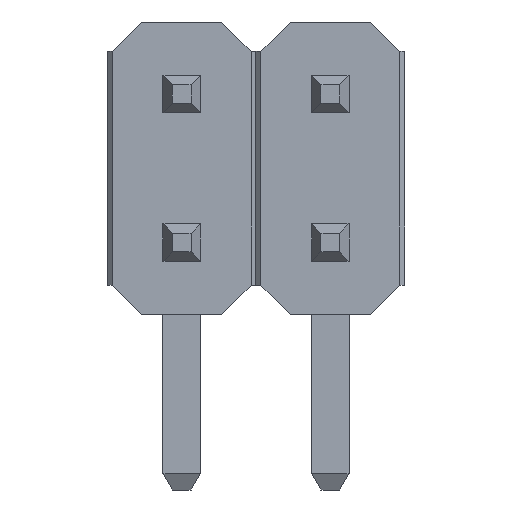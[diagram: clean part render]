
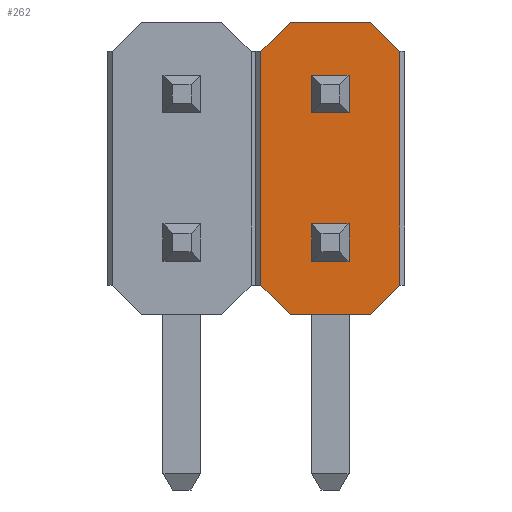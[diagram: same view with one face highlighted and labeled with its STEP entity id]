
A CAD part, front view. The second image highlights one B-rep face of the part: STEP entity #262.
In plain terms, the highlighted planar face has unit normal (0, -1, 0).
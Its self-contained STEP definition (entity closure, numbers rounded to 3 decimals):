
#262=ADVANCED_FACE('',(#934),#936,.F.);
#934=FACE_BOUND('',#935,.T.);
#935=EDGE_LOOP('',(#1451,#1452,#1453,#1454,#1455,#1456,#1457,#1458));
#936=PLANE('',#937);
#937=AXIS2_PLACEMENT_3D('',#938,#939,#940);
#938=CARTESIAN_POINT('',(2.54,-4.18,0.));
#939=DIRECTION('',(-0.,1.,0.));
#940=DIRECTION('',(1.,0.,0.));
#1451=ORIENTED_EDGE('',*,*,#1787,.T.);
#1452=ORIENTED_EDGE('',*,*,#1781,.F.);
#1453=ORIENTED_EDGE('',*,*,#1788,.F.);
#1454=ORIENTED_EDGE('',*,*,#1784,.F.);
#1455=ORIENTED_EDGE('',*,*,#1789,.T.);
#1456=ORIENTED_EDGE('',*,*,#1790,.F.);
#1457=ORIENTED_EDGE('',*,*,#1791,.F.);
#1458=ORIENTED_EDGE('',*,*,#1766,.F.);
#1766=EDGE_CURVE('',#1937,#1939,#1940,.T.);
#1781=EDGE_CURVE('',#1963,#1956,#1965,.T.);
#1784=EDGE_CURVE('',#1969,#1971,#1972,.T.);
#1787=EDGE_CURVE('',#1937,#1956,#1976,.T.);
#1788=EDGE_CURVE('',#1971,#1963,#1977,.T.);
#1789=EDGE_CURVE('',#1969,#1978,#1979,.T.);
#1790=EDGE_CURVE('',#1980,#1978,#1981,.T.);
#1791=EDGE_CURVE('',#1939,#1980,#1982,.T.);
#1937=VERTEX_POINT('',#2209);
#1939=VERTEX_POINT('',#2213);
#1940=LINE('',#2214,#2215);
#1956=VERTEX_POINT('',#2250);
#1963=VERTEX_POINT('',#2265);
#1965=LINE('',#2269,#2270);
#1969=VERTEX_POINT('',#2277);
#1971=VERTEX_POINT('',#2281);
#1972=LINE('',#2282,#2283);
#1976=LINE('',#2292,#2293);
#1977=LINE('',#2295,#2296);
#1978=VERTEX_POINT('',#2298);
#1979=LINE('',#2299,#2300);
#1980=VERTEX_POINT('',#2302);
#1981=LINE('',#2303,#2304);
#1982=LINE('',#2306,#2307);
#2209=CARTESIAN_POINT('',(3.725,-4.18,0.5));
#2213=CARTESIAN_POINT('',(3.225,-4.18,0.));
#2214=CARTESIAN_POINT('',(3.725,-4.18,0.5));
#2215=VECTOR('',#2216,1.);
#2216=DIRECTION('',(-0.707,0.,-0.707));
#2250=CARTESIAN_POINT('',(3.725,-4.18,4.5));
#2265=CARTESIAN_POINT('',(3.225,-4.18,5.));
#2269=CARTESIAN_POINT('',(3.225,-4.18,5.));
#2270=VECTOR('',#2271,1.);
#2271=DIRECTION('',(0.707,0.,-0.707));
#2277=CARTESIAN_POINT('',(1.355,-4.18,4.5));
#2281=CARTESIAN_POINT('',(1.855,-4.18,5.));
#2282=CARTESIAN_POINT('',(1.355,-4.18,4.5));
#2283=VECTOR('',#2284,1.);
#2284=DIRECTION('',(0.707,0.,0.707));
#2292=CARTESIAN_POINT('',(3.725,-4.18,0.5));
#2293=VECTOR('',#2294,1.);
#2294=DIRECTION('',(0.,0.,1.));
#2295=CARTESIAN_POINT('',(1.855,-4.18,5.));
#2296=VECTOR('',#2297,1.);
#2297=DIRECTION('',(1.,0.,0.));
#2298=CARTESIAN_POINT('',(1.355,-4.18,0.5));
#2299=CARTESIAN_POINT('',(1.355,-4.18,4.5));
#2300=VECTOR('',#2301,1.);
#2301=DIRECTION('',(0.,0.,-1.));
#2302=CARTESIAN_POINT('',(1.855,-4.18,0.));
#2303=CARTESIAN_POINT('',(1.855,-4.18,0.));
#2304=VECTOR('',#2305,1.);
#2305=DIRECTION('',(-0.707,0.,0.707));
#2306=CARTESIAN_POINT('',(3.225,-4.18,0.));
#2307=VECTOR('',#2308,1.);
#2308=DIRECTION('',(-1.,0.,0.));
